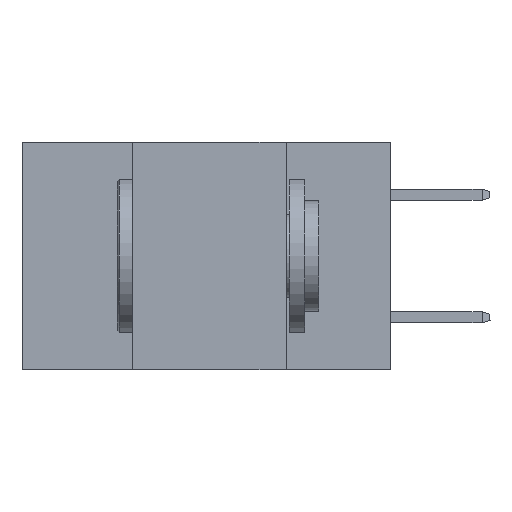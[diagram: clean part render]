
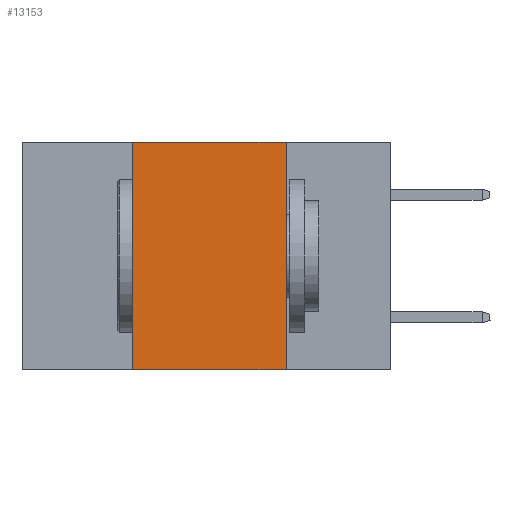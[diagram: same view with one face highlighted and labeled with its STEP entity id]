
A CAD part, left-side view. The second image highlights one B-rep face of the part: STEP entity #13153.
In plain terms, the highlighted planar face has unit normal (-1, 0, 0).
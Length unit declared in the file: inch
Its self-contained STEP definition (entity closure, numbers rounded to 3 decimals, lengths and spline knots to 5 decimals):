
#1083 = AXIS2_PLACEMENT_3D ( 'NONE', #40586, #9986, #33902 ) ;
#1288 = DIRECTION ( 'NONE',  ( 0., 0., -1. ) ) ;
#2357 = EDGE_LOOP ( 'NONE', ( #21657, #41885, #15766, #33942 ) ) ;
#5134 = VECTOR ( 'NONE', #23078, 39.37008 ) ;
#5136 = CARTESIAN_POINT ( 'NONE',  ( 0., 0.42, 0. ) ) ;
#6100 = EDGE_CURVE ( 'NONE', #41956, #41029, #9408, .T. ) ;
#6560 = EDGE_CURVE ( 'NONE', #19163, #41029, #22832, .T. ) ;
#8044 = CARTESIAN_POINT ( 'NONE',  ( 0., 0.17, 0. ) ) ;
#8878 = CARTESIAN_POINT ( 'NONE',  ( 0., 0.17, 0. ) ) ;
#9408 = LINE ( 'NONE', #40025, #5134 ) ;
#9986 = DIRECTION ( 'NONE',  ( 1., 0., 0. ) ) ;
#13153 = ADVANCED_FACE ( 'NONE', ( #28404 ), #20157, .F. ) ;
#13717 = VECTOR ( 'NONE', #1288, 39.37008 ) ;
#15445 = DIRECTION ( 'NONE',  ( 0., 0., 1. ) ) ;
#15766 = ORIENTED_EDGE ( 'NONE', *, *, #27803, .F. ) ;
#18053 = CARTESIAN_POINT ( 'NONE',  ( 0., 0.17, -0.37 ) ) ;
#18591 = VECTOR ( 'NONE', #24984, 39.37008 ) ;
#19163 = VERTEX_POINT ( 'NONE', #8878 ) ;
#19494 = CARTESIAN_POINT ( 'NONE',  ( 0., 0.42, 0. ) ) ;
#20157 = PLANE ( 'NONE',  #1083 ) ;
#21657 = ORIENTED_EDGE ( 'NONE', *, *, #6560, .F. ) ;
#22004 = VECTOR ( 'NONE', #15445, 39.37008 ) ;
#22832 = LINE ( 'NONE', #8044, #13717 ) ;
#23078 = DIRECTION ( 'NONE',  ( 0., -1., 0. ) ) ;
#23098 = LINE ( 'NONE', #5136, #22004 ) ;
#24984 = DIRECTION ( 'NONE',  ( 0., -1., 0. ) ) ;
#27413 = VERTEX_POINT ( 'NONE', #19494 ) ;
#27733 = LINE ( 'NONE', #41902, #18591 ) ;
#27803 = EDGE_CURVE ( 'NONE', #41956, #27413, #23098, .T. ) ;
#28404 = FACE_OUTER_BOUND ( 'NONE', #2357, .T. ) ;
#29301 = CARTESIAN_POINT ( 'NONE',  ( 0., 0.42, -0.37 ) ) ;
#33902 = DIRECTION ( 'NONE',  ( 0., 0., -1. ) ) ;
#33942 = ORIENTED_EDGE ( 'NONE', *, *, #6100, .T. ) ;
#37293 = EDGE_CURVE ( 'NONE', #27413, #19163, #27733, .T. ) ;
#40025 = CARTESIAN_POINT ( 'NONE',  ( 0., 0.6, -0.37 ) ) ;
#40586 = CARTESIAN_POINT ( 'NONE',  ( 0., 0.6, 0. ) ) ;
#41029 = VERTEX_POINT ( 'NONE', #18053 ) ;
#41885 = ORIENTED_EDGE ( 'NONE', *, *, #37293, .F. ) ;
#41902 = CARTESIAN_POINT ( 'NONE',  ( 0., 0.6, 0. ) ) ;
#41956 = VERTEX_POINT ( 'NONE', #29301 ) ;
